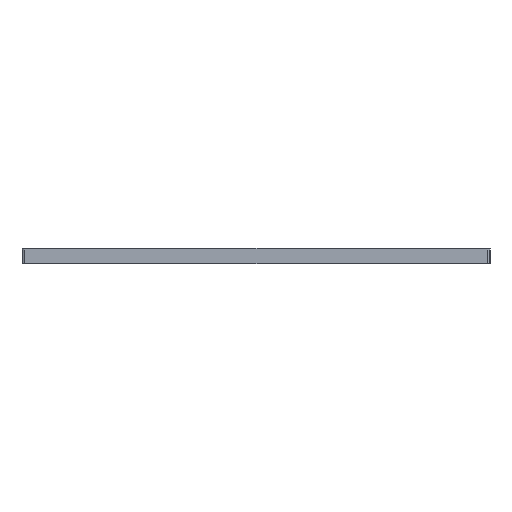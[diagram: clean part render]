
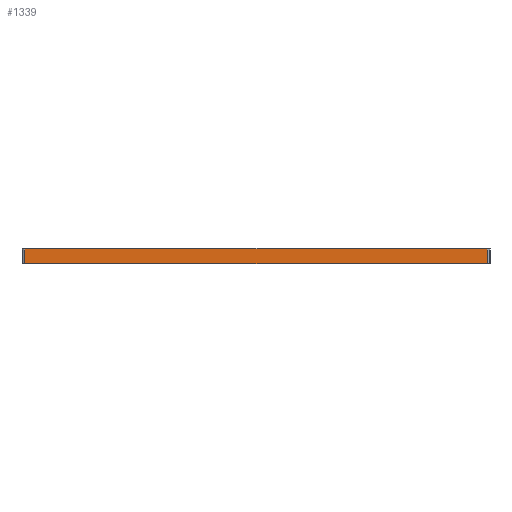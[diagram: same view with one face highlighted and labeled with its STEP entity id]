
A CAD part, left-side view. The second image highlights one B-rep face of the part: STEP entity #1339.
In plain terms, the highlighted planar face has unit normal (-1, 0, 0).
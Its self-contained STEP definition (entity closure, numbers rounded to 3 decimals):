
#346=PLANE('',#8510);
#493=LINE('',#21222,#915);
#494=LINE('',#21259,#916);
#495=LINE('',#21261,#917);
#915=VECTOR('',#9217,1.);
#916=VECTOR('',#9218,1.);
#917=VECTOR('',#9219,1.);
#1339=ADVANCED_FACE('',(#2058),#346,.T.);
#2058=FACE_OUTER_BOUND('',#2536,.T.);
#2536=EDGE_LOOP('',(#3699,#3700,#3701,#3702,#3703));
#3699=ORIENTED_EDGE('',*,*,#7024,.T.);
#3700=ORIENTED_EDGE('',*,*,#7025,.T.);
#3701=ORIENTED_EDGE('',*,*,#7026,.T.);
#3702=ORIENTED_EDGE('',*,*,#7027,.T.);
#3703=ORIENTED_EDGE('',*,*,#7028,.F.);
#6210=VERTEX_POINT('',#21223);
#6211=VERTEX_POINT('',#21224);
#6212=VERTEX_POINT('',#21235);
#6213=VERTEX_POINT('',#21258);
#6214=VERTEX_POINT('',#21260);
#7024=EDGE_CURVE('',#6210,#6211,#493,.T.);
#7025=EDGE_CURVE('',#6211,#6212,#8234,.T.);
#7026=EDGE_CURVE('',#6212,#6213,#8235,.T.);
#7027=EDGE_CURVE('',#6213,#6214,#494,.T.);
#7028=EDGE_CURVE('',#6210,#6214,#495,.T.);
#8234=B_SPLINE_CURVE_WITH_KNOTS('',3,(#21225,#21226,#21227,#21228,#21229,
#21230,#21231,#21232,#21233,#21234),.UNSPECIFIED.,.F.,.F.,(4,3,3,4),(0.,
0.111,0.383,1.),.UNSPECIFIED.);
#8235=B_SPLINE_CURVE_WITH_KNOTS('',3,(#21236,#21237,#21238,#21239,#21240,
#21241,#21242,#21243,#21244,#21245,#21246,#21247,#21248,#21249,#21250,#21251,
#21252,#21253,#21254,#21255,#21256,#21257),.UNSPECIFIED.,.F.,.F.,(4,3,3,
3,3,3,3,4),(0.,0.007,0.034,0.142,
0.573,0.617,0.889,1.),.UNSPECIFIED.);
#8510=AXIS2_PLACEMENT_3D('',#21262,#9220,#9221);
#9217=DIRECTION('',(0.,0.,1.));
#9218=DIRECTION('',(0.,0.,-1.));
#9219=DIRECTION('',(0.,1.,0.));
#9220=DIRECTION('',(-1.,0.,0.));
#9221=DIRECTION('',(0.,0.,1.));
#21222=CARTESIAN_POINT('',(-200.,-445.,29.));
#21223=CARTESIAN_POINT('',(-200.,-445.,0.));
#21224=CARTESIAN_POINT('',(-200.,-445.,28.475));
#21225=CARTESIAN_POINT('',(-200.,-445.,28.475));
#21226=CARTESIAN_POINT('',(-200.,-428.601,28.404));
#21227=CARTESIAN_POINT('',(-200.,-412.201,28.47));
#21228=CARTESIAN_POINT('',(-200.,-395.801,28.47));
#21229=CARTESIAN_POINT('',(-200.,-355.379,28.469));
#21230=CARTESIAN_POINT('',(-200.,-314.956,28.469));
#21231=CARTESIAN_POINT('',(-200.,-274.533,28.469));
#21232=CARTESIAN_POINT('',(-200.,-183.022,28.47));
#21233=CARTESIAN_POINT('',(-200.,-91.511,28.47));
#21234=CARTESIAN_POINT('',(-200.,0.,28.47));
#21235=CARTESIAN_POINT('',(-200.,0.,28.47));
#21236=CARTESIAN_POINT('',(-200.,0.,28.47));
#21237=CARTESIAN_POINT('',(-200.,1.,28.47));
#21238=CARTESIAN_POINT('',(-200.,2.,28.47));
#21239=CARTESIAN_POINT('',(-200.,3.,28.47));
#21240=CARTESIAN_POINT('',(-200.,7.,28.47));
#21241=CARTESIAN_POINT('',(-200.,11.,28.47));
#21242=CARTESIAN_POINT('',(-200.,15.,28.47));
#21243=CARTESIAN_POINT('',(-200.,31.,28.47));
#21244=CARTESIAN_POINT('',(-200.,47.,28.47));
#21245=CARTESIAN_POINT('',(-200.,63.,28.47));
#21246=CARTESIAN_POINT('',(-200.,127.,28.47));
#21247=CARTESIAN_POINT('',(-200.,191.,28.47));
#21248=CARTESIAN_POINT('',(-200.,255.,28.469));
#21249=CARTESIAN_POINT('',(-200.,261.511,28.469));
#21250=CARTESIAN_POINT('',(-200.,268.022,28.469));
#21251=CARTESIAN_POINT('',(-200.,274.533,28.469));
#21252=CARTESIAN_POINT('',(-200.,314.959,28.469));
#21253=CARTESIAN_POINT('',(-200.,355.385,28.469));
#21254=CARTESIAN_POINT('',(-200.,395.81,28.47));
#21255=CARTESIAN_POINT('',(-200.,412.207,28.47));
#21256=CARTESIAN_POINT('',(-200.,428.604,28.404));
#21257=CARTESIAN_POINT('',(-200.,445.,28.475));
#21258=CARTESIAN_POINT('',(-200.,445.,28.475));
#21259=CARTESIAN_POINT('',(-200.,445.,29.));
#21260=CARTESIAN_POINT('',(-200.,445.,0.));
#21261=CARTESIAN_POINT('',(-200.,-450.,0.));
#21262=CARTESIAN_POINT('',(-200.,-450.,29.));
